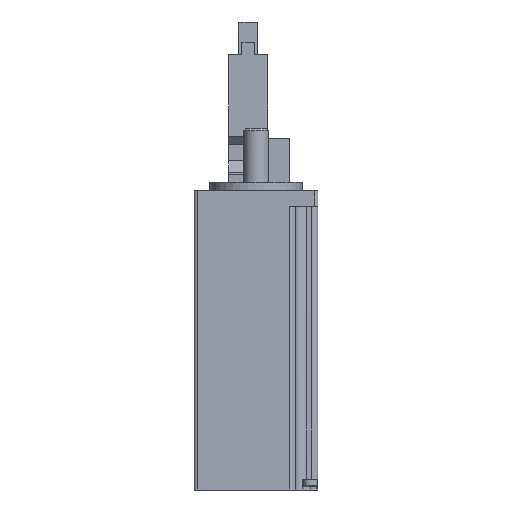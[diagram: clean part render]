
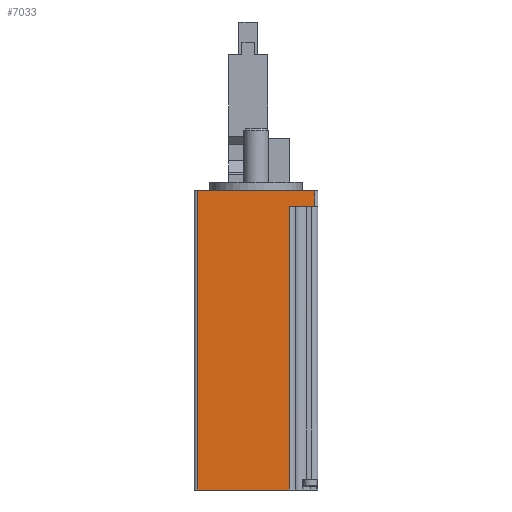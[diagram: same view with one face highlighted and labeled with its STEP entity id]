
A CAD part, front view. The second image highlights one B-rep face of the part: STEP entity #7033.
In plain terms, the highlighted planar face has unit normal (0, -1, 0).
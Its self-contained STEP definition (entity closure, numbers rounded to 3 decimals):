
#455=ORIENTED_EDGE('',*,*,#1844,.T.);
#456=ORIENTED_EDGE('',*,*,#1845,.F.);
#457=ORIENTED_EDGE('',*,*,#1840,.T.);
#458=ORIENTED_EDGE('',*,*,#1846,.F.);
#459=ORIENTED_EDGE('',*,*,#1819,.F.);
#460=ORIENTED_EDGE('',*,*,#1847,.T.);
#1819=EDGE_CURVE('',#2513,#2514,#2962,.T.);
#1840=EDGE_CURVE('',#2531,#2530,#2973,.T.);
#1844=EDGE_CURVE('',#2534,#2535,#2975,.T.);
#1845=EDGE_CURVE('',#2531,#2535,#2976,.T.);
#1846=EDGE_CURVE('',#2514,#2530,#2977,.T.);
#1847=EDGE_CURVE('',#2513,#2534,#2978,.T.);
#2513=VERTEX_POINT('',#9552);
#2514=VERTEX_POINT('',#9554);
#2530=VERTEX_POINT('',#9593);
#2531=VERTEX_POINT('',#9595);
#2534=VERTEX_POINT('',#9603);
#2535=VERTEX_POINT('',#9604);
#2962=LINE('',#9553,#3507);
#2973=LINE('',#9594,#3518);
#2975=LINE('',#9602,#3520);
#2976=LINE('',#9605,#3521);
#2977=LINE('',#9606,#3522);
#2978=LINE('',#9607,#3523);
#3507=VECTOR('',#7982,1000.);
#3518=VECTOR('',#8019,1000.);
#3520=VECTOR('',#8027,1000.);
#3521=VECTOR('',#8028,1000.);
#3522=VECTOR('',#8029,1000.);
#3523=VECTOR('',#8030,1000.);
#3981=EDGE_LOOP('',(#455,#456,#457,#458,#459,#460));
#4361=FACE_BOUND('',#3981,.T.);
#4715=PLANE('',#7384);
#7033=ADVANCED_FACE('',(#4361),#4715,.F.);
#7384=AXIS2_PLACEMENT_3D('',#9601,#8025,#8026);
#7982=DIRECTION('',(-1.,0.,0.));
#8019=DIRECTION('',(-1.,0.,0.));
#8025=DIRECTION('',(0.,1.,0.));
#8026=DIRECTION('',(0.,0.,1.));
#8027=DIRECTION('',(1.,0.,0.));
#8028=DIRECTION('',(0.,0.,-1.));
#8029=DIRECTION('',(0.,0.,1.));
#8030=DIRECTION('',(0.,0.,1.));
#9552=CARTESIAN_POINT('',(10.7,-20.,-96.6));
#9553=CARTESIAN_POINT('',(20.,-20.,-96.6));
#9554=CARTESIAN_POINT('',(-19.,-20.,-96.6));
#9593=CARTESIAN_POINT('',(-19.,-20.,0.));
#9594=CARTESIAN_POINT('',(20.,-20.,0.));
#9595=CARTESIAN_POINT('',(19.,-20.,0.));
#9601=CARTESIAN_POINT('',(20.,-20.,0.));
#9602=CARTESIAN_POINT('',(20.,-20.,-5.));
#9603=CARTESIAN_POINT('',(10.7,-20.,-5.));
#9604=CARTESIAN_POINT('',(19.,-20.,-5.));
#9605=CARTESIAN_POINT('',(19.,-20.,0.));
#9606=CARTESIAN_POINT('',(-19.,-20.,-96.6));
#9607=CARTESIAN_POINT('',(10.7,-20.,-96.6));
